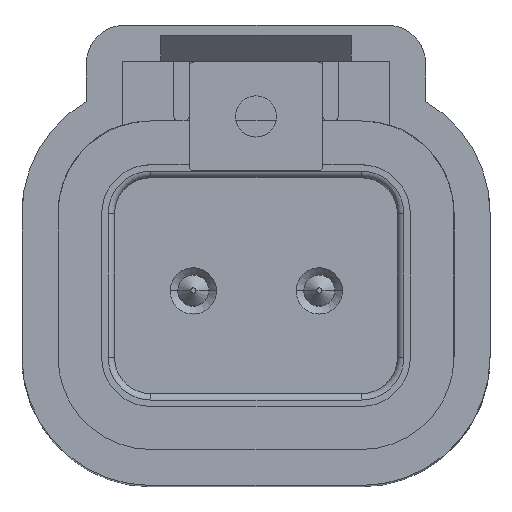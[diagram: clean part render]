
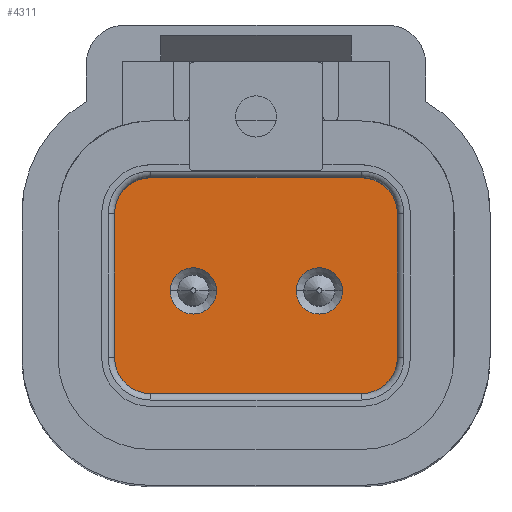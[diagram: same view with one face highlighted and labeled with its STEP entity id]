
A CAD part, top view. The second image highlights one B-rep face of the part: STEP entity #4311.
In plain terms, the highlighted planar face has unit normal (0, 0, 1).
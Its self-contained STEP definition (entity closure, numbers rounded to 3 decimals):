
#55 = CIRCLE ( 'NONE', #661, 0.7 ) ;
#56 = CARTESIAN_POINT ( 'NONE',  ( 2.5, 1.8, 5.3 ) ) ;
#460 = VERTEX_POINT ( 'NONE', #56 ) ;
#486 = CIRCLE ( 'NONE', #10886, 0.7 ) ;
#655 = FACE_BOUND ( 'NONE', #3272, .T. ) ;
#661 = AXIS2_PLACEMENT_3D ( 'NONE', #8227, #7280, #1439 ) ;
#911 = EDGE_CURVE ( 'NONE', #4369, #11061, #3852, .T. ) ;
#974 = ORIENTED_EDGE ( 'NONE', *, *, #8562, .T. ) ;
#1007 = DIRECTION ( 'NONE',  ( -1., 0., 0. ) ) ;
#1066 = VERTEX_POINT ( 'NONE', #2152 ) ;
#1212 = ORIENTED_EDGE ( 'NONE', *, *, #2668, .T. ) ;
#1249 = ORIENTED_EDGE ( 'NONE', *, *, #3628, .T. ) ;
#1393 = DIRECTION ( 'NONE',  ( -1., 0., 0. ) ) ;
#1439 = DIRECTION ( 'NONE',  ( 1., 0., 0. ) ) ;
#1868 = DIRECTION ( 'NONE',  ( 0., 0., -1. ) ) ;
#2061 = CIRCLE ( 'NONE', #9087, 0.45 ) ;
#2152 = CARTESIAN_POINT ( 'NONE',  ( 1.8, 2.5, 5.3 ) ) ;
#2190 = CARTESIAN_POINT ( 'NONE',  ( 3.33, 3.8, 5.3 ) ) ;
#2361 = CARTESIAN_POINT ( 'NONE',  ( 5.78, 3.8, 5.3 ) ) ;
#2406 = CARTESIAN_POINT ( 'NONE',  ( 5.33, 3.8, 5.3 ) ) ;
#2568 = CIRCLE ( 'NONE', #5789, 0.45 ) ;
#2584 = EDGE_CURVE ( 'NONE', #1066, #460, #486, .T. ) ;
#2668 = EDGE_CURVE ( 'NONE', #2902, #1066, #2725, .T. ) ;
#2725 = LINE ( 'NONE', #7567, #6659 ) ;
#2902 = VERTEX_POINT ( 'NONE', #6540 ) ;
#3223 = ORIENTED_EDGE ( 'NONE', *, *, #11310, .T. ) ;
#3232 = LINE ( 'NONE', #10962, #5908 ) ;
#3272 = EDGE_LOOP ( 'NONE', ( #4928, #7878 ) ) ;
#3324 = DIRECTION ( 'NONE',  ( -1., 0., 0. ) ) ;
#3343 = PLANE ( 'NONE',  #11044 ) ;
#3372 = EDGE_CURVE ( 'NONE', #4829, #12024, #2568, .T. ) ;
#3398 = DIRECTION ( 'NONE',  ( 0., 0., -1. ) ) ;
#3628 = EDGE_CURVE ( 'NONE', #12007, #7809, #5779, .T. ) ;
#3718 = EDGE_CURVE ( 'NONE', #6751, #6940, #9576, .T. ) ;
#3852 = LINE ( 'NONE', #11511, #6685 ) ;
#3869 = AXIS2_PLACEMENT_3D ( 'NONE', #5179, #7056, #11710 ) ;
#3897 = AXIS2_PLACEMENT_3D ( 'NONE', #2361, #9966, #3324 ) ;
#3921 = VERTEX_POINT ( 'NONE', #8915 ) ;
#4012 = CARTESIAN_POINT ( 'NONE',  ( 2.5, 6., 5.3 ) ) ;
#4270 = AXIS2_PLACEMENT_3D ( 'NONE', #7223, #11630, #11050 ) ;
#4311 = ADVANCED_FACE ( 'NONE', ( #10997, #655, #12048 ), #3343, .F. ) ;
#4369 = VERTEX_POINT ( 'NONE', #7409 ) ;
#4439 = DIRECTION ( 'NONE',  ( 0., 0., 1. ) ) ;
#4475 = CARTESIAN_POINT ( 'NONE',  ( 2.5, 5.3, 5.3 ) ) ;
#4578 = AXIS2_PLACEMENT_3D ( 'NONE', #9523, #1868, #5512 ) ;
#4820 = EDGE_LOOP ( 'NONE', ( #6097, #1212, #9174, #974, #11251, #6619, #3223, #11244 ) ) ;
#4829 = VERTEX_POINT ( 'NONE', #8601 ) ;
#4833 = VECTOR ( 'NONE', #11591, 1000. ) ;
#4928 = ORIENTED_EDGE ( 'NONE', *, *, #7701, .T. ) ;
#4988 = CARTESIAN_POINT ( 'NONE',  ( 6.23, 3.8, 5.3 ) ) ;
#5179 = CARTESIAN_POINT ( 'NONE',  ( 6.6, 5.3, 5.3 ) ) ;
#5512 = DIRECTION ( 'NONE',  ( -1., 0., 0. ) ) ;
#5779 = CIRCLE ( 'NONE', #4578, 0.45 ) ;
#5789 = AXIS2_PLACEMENT_3D ( 'NONE', #2190, #9847, #1007 ) ;
#5908 = VECTOR ( 'NONE', #6186, 1000. ) ;
#5931 = CARTESIAN_POINT ( 'NONE',  ( 6.6, 6., 5.3 ) ) ;
#6097 = ORIENTED_EDGE ( 'NONE', *, *, #6702, .T. ) ;
#6139 = CARTESIAN_POINT ( 'NONE',  ( 2.5, 2.5, 5.3 ) ) ;
#6186 = DIRECTION ( 'NONE',  ( 1., 0., 0. ) ) ;
#6540 = CARTESIAN_POINT ( 'NONE',  ( 1.8, 5.3, 5.3 ) ) ;
#6619 = ORIENTED_EDGE ( 'NONE', *, *, #911, .T. ) ;
#6659 = VECTOR ( 'NONE', #11383, 1000. ) ;
#6685 = VECTOR ( 'NONE', #10564, 1000. ) ;
#6702 = EDGE_CURVE ( 'NONE', #6940, #2902, #8675, .T. ) ;
#6751 = VERTEX_POINT ( 'NONE', #5931 ) ;
#6940 = VERTEX_POINT ( 'NONE', #4012 ) ;
#7054 = EDGE_CURVE ( 'NONE', #7809, #12007, #9311, .T. ) ;
#7056 = DIRECTION ( 'NONE',  ( 0., 0., 1. ) ) ;
#7223 = CARTESIAN_POINT ( 'NONE',  ( 2.5, 5.3, 5.3 ) ) ;
#7280 = DIRECTION ( 'NONE',  ( 0., 0., 1. ) ) ;
#7382 = DIRECTION ( 'NONE',  ( 1., 0., 0. ) ) ;
#7409 = CARTESIAN_POINT ( 'NONE',  ( 7.3, 2.5, 5.3 ) ) ;
#7559 = ORIENTED_EDGE ( 'NONE', *, *, #7054, .T. ) ;
#7567 = CARTESIAN_POINT ( 'NONE',  ( 1.8, 5.3, 5.3 ) ) ;
#7701 = EDGE_CURVE ( 'NONE', #12024, #4829, #2061, .T. ) ;
#7809 = VERTEX_POINT ( 'NONE', #4988 ) ;
#7878 = ORIENTED_EDGE ( 'NONE', *, *, #3372, .T. ) ;
#8227 = CARTESIAN_POINT ( 'NONE',  ( 6.6, 2.5, 5.3 ) ) ;
#8526 = DIRECTION ( 'NONE',  ( -1., 0., 0. ) ) ;
#8562 = EDGE_CURVE ( 'NONE', #460, #3921, #3232, .T. ) ;
#8585 = DIRECTION ( 'NONE',  ( 0., 0., -1. ) ) ;
#8598 = CARTESIAN_POINT ( 'NONE',  ( 2.5, 6., 5.3 ) ) ;
#8601 = CARTESIAN_POINT ( 'NONE',  ( 2.88, 3.8, 5.3 ) ) ;
#8641 = CARTESIAN_POINT ( 'NONE',  ( 3.33, 3.8, 5.3 ) ) ;
#8675 = CIRCLE ( 'NONE', #4270, 0.7 ) ;
#8915 = CARTESIAN_POINT ( 'NONE',  ( 6.6, 1.8, 5.3 ) ) ;
#9087 = AXIS2_PLACEMENT_3D ( 'NONE', #8641, #8585, #8526 ) ;
#9174 = ORIENTED_EDGE ( 'NONE', *, *, #2584, .T. ) ;
#9268 = CARTESIAN_POINT ( 'NONE',  ( 7.3, 5.3, 5.3 ) ) ;
#9281 = CIRCLE ( 'NONE', #3869, 0.7 ) ;
#9311 = CIRCLE ( 'NONE', #3897, 0.45 ) ;
#9523 = CARTESIAN_POINT ( 'NONE',  ( 5.78, 3.8, 5.3 ) ) ;
#9576 = LINE ( 'NONE', #8598, #4833 ) ;
#9847 = DIRECTION ( 'NONE',  ( 0., 0., -1. ) ) ;
#9966 = DIRECTION ( 'NONE',  ( 0., 0., -1. ) ) ;
#10413 = EDGE_CURVE ( 'NONE', #3921, #4369, #55, .T. ) ;
#10564 = DIRECTION ( 'NONE',  ( 0., 1., 0. ) ) ;
#10886 = AXIS2_PLACEMENT_3D ( 'NONE', #6139, #4439, #7382 ) ;
#10962 = CARTESIAN_POINT ( 'NONE',  ( 2.5, 1.8, 5.3 ) ) ;
#10997 = FACE_BOUND ( 'NONE', #11317, .T. ) ;
#11044 = AXIS2_PLACEMENT_3D ( 'NONE', #4475, #3398, #1393 ) ;
#11050 = DIRECTION ( 'NONE',  ( 1., 0., 0. ) ) ;
#11061 = VERTEX_POINT ( 'NONE', #9268 ) ;
#11244 = ORIENTED_EDGE ( 'NONE', *, *, #3718, .T. ) ;
#11251 = ORIENTED_EDGE ( 'NONE', *, *, #10413, .T. ) ;
#11310 = EDGE_CURVE ( 'NONE', #11061, #6751, #9281, .T. ) ;
#11317 = EDGE_LOOP ( 'NONE', ( #7559, #1249 ) ) ;
#11383 = DIRECTION ( 'NONE',  ( 0., -1., 0. ) ) ;
#11511 = CARTESIAN_POINT ( 'NONE',  ( 7.3, 2.5, 5.3 ) ) ;
#11591 = DIRECTION ( 'NONE',  ( -1., 0., 0. ) ) ;
#11630 = DIRECTION ( 'NONE',  ( 0., 0., 1. ) ) ;
#11710 = DIRECTION ( 'NONE',  ( 1., 0., 0. ) ) ;
#11966 = CARTESIAN_POINT ( 'NONE',  ( 3.78, 3.8, 5.3 ) ) ;
#12007 = VERTEX_POINT ( 'NONE', #2406 ) ;
#12024 = VERTEX_POINT ( 'NONE', #11966 ) ;
#12048 = FACE_OUTER_BOUND ( 'NONE', #4820, .T. ) ;
